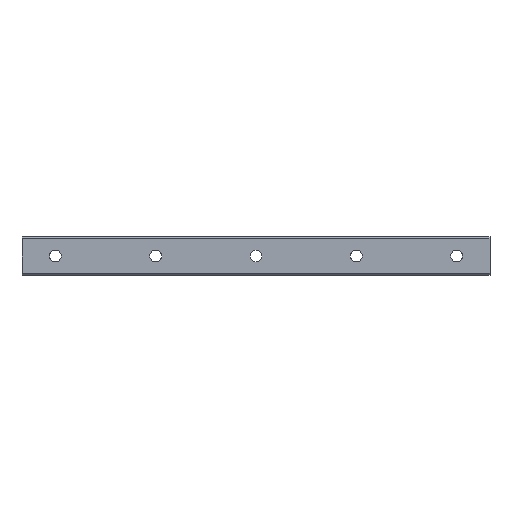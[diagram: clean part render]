
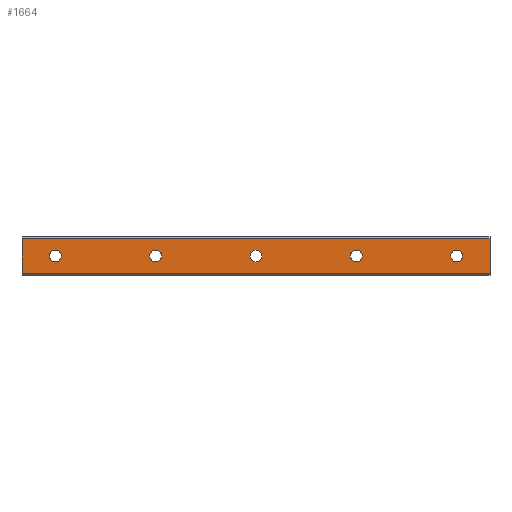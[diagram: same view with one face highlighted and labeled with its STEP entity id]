
A CAD part, front view. The second image highlights one B-rep face of the part: STEP entity #1664.
In plain terms, the highlighted planar face has unit normal (0, -1, 0).
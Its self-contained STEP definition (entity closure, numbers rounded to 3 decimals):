
#16 = FACE_BOUND ( 'NONE', #1465, .T. ) ;
#17 = ORIENTED_EDGE ( 'NONE', *, *, #1435, .F. ) ;
#32 = CIRCLE ( 'NONE', #1031, 3.5 ) ;
#47 = CIRCLE ( 'NONE', #1570, 3.5 ) ;
#76 = EDGE_CURVE ( 'NONE', #273, #241, #530, .T. ) ;
#99 = VERTEX_POINT ( 'NONE', #545 ) ;
#104 = ORIENTED_EDGE ( 'NONE', *, *, #898, .F. ) ;
#121 = LINE ( 'NONE', #836, #1781 ) ;
#136 = CARTESIAN_POINT ( 'NONE',  ( 120., 0., 0. ) ) ;
#161 = DIRECTION ( 'NONE',  ( 0., 0., 1. ) ) ;
#172 = VERTEX_POINT ( 'NONE', #760 ) ;
#183 = EDGE_LOOP ( 'NONE', ( #1411, #814 ) ) ;
#191 = DIRECTION ( 'NONE',  ( 0., 0., 1. ) ) ;
#203 = EDGE_CURVE ( 'NONE', #1348, #705, #1307, .T. ) ;
#228 = CIRCLE ( 'NONE', #1222, 3.5 ) ;
#241 = VERTEX_POINT ( 'NONE', #641 ) ;
#273 = VERTEX_POINT ( 'NONE', #1354 ) ;
#276 = DIRECTION ( 'NONE',  ( 0., 0., 1. ) ) ;
#282 = VERTEX_POINT ( 'NONE', #1711 ) ;
#296 = ORIENTED_EDGE ( 'NONE', *, *, #339, .F. ) ;
#339 = EDGE_CURVE ( 'NONE', #1048, #1952, #2144, .T. ) ;
#354 = PLANE ( 'NONE',  #2227 ) ;
#388 = DIRECTION ( 'NONE',  ( 0., -1., 0. ) ) ;
#394 = CARTESIAN_POINT ( 'NONE',  ( 260., 0., -10.286 ) ) ;
#425 = VERTEX_POINT ( 'NONE', #1920 ) ;
#518 = CARTESIAN_POINT ( 'NONE',  ( 240., 0., 0. ) ) ;
#530 = CIRCLE ( 'NONE', #649, 3.5 ) ;
#539 = DIRECTION ( 'NONE',  ( 0., -1., 0. ) ) ;
#545 = CARTESIAN_POINT ( 'NONE',  ( -20., 0., -10.286 ) ) ;
#547 = CARTESIAN_POINT ( 'NONE',  ( 260., 0., 10.286 ) ) ;
#556 = CARTESIAN_POINT ( 'NONE',  ( 60., 0., 0. ) ) ;
#568 = CIRCLE ( 'NONE', #1394, 3.5 ) ;
#599 = DIRECTION ( 'NONE',  ( 0., 0., 1. ) ) ;
#627 = DIRECTION ( 'NONE',  ( 0., 0., -1. ) ) ;
#641 = CARTESIAN_POINT ( 'NONE',  ( 240., 0., -3.5 ) ) ;
#649 = AXIS2_PLACEMENT_3D ( 'NONE', #864, #736, #191 ) ;
#676 = EDGE_CURVE ( 'NONE', #1785, #1232, #47, .T. ) ;
#679 = DIRECTION ( 'NONE',  ( 1., 0., 0. ) ) ;
#691 = VERTEX_POINT ( 'NONE', #2002 ) ;
#694 = FACE_BOUND ( 'NONE', #1515, .T. ) ;
#705 = VERTEX_POINT ( 'NONE', #394 ) ;
#736 = DIRECTION ( 'NONE',  ( 0., -1., 0. ) ) ;
#751 = EDGE_CURVE ( 'NONE', #691, #1348, #121, .T. ) ;
#759 = ORIENTED_EDGE ( 'NONE', *, *, #751, .F. ) ;
#760 = CARTESIAN_POINT ( 'NONE',  ( 60., 0., 3.5 ) ) ;
#814 = ORIENTED_EDGE ( 'NONE', *, *, #873, .F. ) ;
#836 = CARTESIAN_POINT ( 'NONE',  ( 260., 0., 10.286 ) ) ;
#837 = ORIENTED_EDGE ( 'NONE', *, *, #1763, .F. ) ;
#864 = CARTESIAN_POINT ( 'NONE',  ( 240., 0., 0. ) ) ;
#873 = EDGE_CURVE ( 'NONE', #282, #425, #1467, .T. ) ;
#878 = DIRECTION ( 'NONE',  ( -1., 0., 0. ) ) ;
#883 = DIRECTION ( 'NONE',  ( 0., 1., 0. ) ) ;
#898 = EDGE_CURVE ( 'NONE', #241, #273, #1895, .T. ) ;
#939 = CARTESIAN_POINT ( 'NONE',  ( 120., 0., 0. ) ) ;
#950 = CARTESIAN_POINT ( 'NONE',  ( 0., 0., 0. ) ) ;
#1018 = CARTESIAN_POINT ( 'NONE',  ( 180., 0., 3.5 ) ) ;
#1027 = ORIENTED_EDGE ( 'NONE', *, *, #76, .F. ) ;
#1031 = AXIS2_PLACEMENT_3D ( 'NONE', #1961, #1292, #599 ) ;
#1041 = CIRCLE ( 'NONE', #1610, 3.5 ) ;
#1048 = VERTEX_POINT ( 'NONE', #1611 ) ;
#1054 = ORIENTED_EDGE ( 'NONE', *, *, #2159, .F. ) ;
#1061 = CARTESIAN_POINT ( 'NONE',  ( 0., 0., 0. ) ) ;
#1133 = DIRECTION ( 'NONE',  ( 0., 0., 1. ) ) ;
#1162 = CARTESIAN_POINT ( 'NONE',  ( 180., 0., 0. ) ) ;
#1222 = AXIS2_PLACEMENT_3D ( 'NONE', #950, #2137, #1609 ) ;
#1227 = DIRECTION ( 'NONE',  ( 0., 0., 1. ) ) ;
#1232 = VERTEX_POINT ( 'NONE', #1018 ) ;
#1260 = EDGE_LOOP ( 'NONE', ( #2080, #2122 ) ) ;
#1292 = DIRECTION ( 'NONE',  ( 0., -1., 0. ) ) ;
#1299 = DIRECTION ( 'NONE',  ( 0., -1., 0. ) ) ;
#1307 = LINE ( 'NONE', #1642, #2072 ) ;
#1326 = AXIS2_PLACEMENT_3D ( 'NONE', #136, #1878, #1854 ) ;
#1348 = VERTEX_POINT ( 'NONE', #1837 ) ;
#1353 = EDGE_LOOP ( 'NONE', ( #17, #296 ) ) ;
#1354 = CARTESIAN_POINT ( 'NONE',  ( 240., 0., 3.5 ) ) ;
#1369 = CIRCLE ( 'NONE', #1934, 3.5 ) ;
#1379 = DIRECTION ( 'NONE',  ( 0., -1., 0. ) ) ;
#1394 = AXIS2_PLACEMENT_3D ( 'NONE', #556, #1299, #1807 ) ;
#1397 = VECTOR ( 'NONE', #878, 1000. ) ;
#1401 = CARTESIAN_POINT ( 'NONE',  ( 260., 0., -10.286 ) ) ;
#1411 = ORIENTED_EDGE ( 'NONE', *, *, #1527, .F. ) ;
#1435 = EDGE_CURVE ( 'NONE', #1952, #1048, #1041, .T. ) ;
#1447 = EDGE_LOOP ( 'NONE', ( #1618, #2212, #759, #1054 ) ) ;
#1465 = EDGE_LOOP ( 'NONE', ( #1027, #104 ) ) ;
#1467 = CIRCLE ( 'NONE', #1509, 3.5 ) ;
#1480 = VERTEX_POINT ( 'NONE', #1971 ) ;
#1493 = CARTESIAN_POINT ( 'NONE',  ( -20., 0., 10.286 ) ) ;
#1509 = AXIS2_PLACEMENT_3D ( 'NONE', #1061, #1379, #161 ) ;
#1515 = EDGE_LOOP ( 'NONE', ( #837, #2141 ) ) ;
#1527 = EDGE_CURVE ( 'NONE', #425, #282, #228, .T. ) ;
#1557 = CARTESIAN_POINT ( 'NONE',  ( 120., 0., 3.5 ) ) ;
#1570 = AXIS2_PLACEMENT_3D ( 'NONE', #1162, #1828, #276 ) ;
#1575 = DIRECTION ( 'NONE',  ( 0., 0., 1. ) ) ;
#1585 = CARTESIAN_POINT ( 'NONE',  ( 60., 0., 0. ) ) ;
#1594 = CARTESIAN_POINT ( 'NONE',  ( 180., 0., -3.5 ) ) ;
#1609 = DIRECTION ( 'NONE',  ( 0., 0., 1. ) ) ;
#1610 = AXIS2_PLACEMENT_3D ( 'NONE', #939, #388, #1133 ) ;
#1611 = CARTESIAN_POINT ( 'NONE',  ( 120., 0., -3.5 ) ) ;
#1618 = ORIENTED_EDGE ( 'NONE', *, *, #2004, .F. ) ;
#1640 = LINE ( 'NONE', #1493, #1811 ) ;
#1642 = CARTESIAN_POINT ( 'NONE',  ( 260., 0., 10.286 ) ) ;
#1660 = EDGE_CURVE ( 'NONE', #1480, #172, #1369, .T. ) ;
#1663 = DIRECTION ( 'NONE',  ( 0., 0., 1. ) ) ;
#1664 = ADVANCED_FACE ( 'NONE', ( #1907, #1738, #16, #2091, #2231, #694 ), #354, .F. ) ;
#1711 = CARTESIAN_POINT ( 'NONE',  ( 0., 0., -3.5 ) ) ;
#1724 = DIRECTION ( 'NONE',  ( 0., 0., 1. ) ) ;
#1738 = FACE_BOUND ( 'NONE', #183, .T. ) ;
#1748 = AXIS2_PLACEMENT_3D ( 'NONE', #518, #2242, #1227 ) ;
#1763 = EDGE_CURVE ( 'NONE', #172, #1480, #568, .T. ) ;
#1781 = VECTOR ( 'NONE', #679, 1000. ) ;
#1785 = VERTEX_POINT ( 'NONE', #1594 ) ;
#1807 = DIRECTION ( 'NONE',  ( 0., 0., 1. ) ) ;
#1811 = VECTOR ( 'NONE', #1663, 1000. ) ;
#1828 = DIRECTION ( 'NONE',  ( 0., -1., 0. ) ) ;
#1837 = CARTESIAN_POINT ( 'NONE',  ( 260., 0., 10.286 ) ) ;
#1854 = DIRECTION ( 'NONE',  ( 0., 0., 1. ) ) ;
#1878 = DIRECTION ( 'NONE',  ( 0., -1., 0. ) ) ;
#1895 = CIRCLE ( 'NONE', #1748, 3.5 ) ;
#1907 = FACE_OUTER_BOUND ( 'NONE', #1447, .T. ) ;
#1920 = CARTESIAN_POINT ( 'NONE',  ( 0., 0., 3.5 ) ) ;
#1922 = LINE ( 'NONE', #1401, #1397 ) ;
#1934 = AXIS2_PLACEMENT_3D ( 'NONE', #1585, #539, #1724 ) ;
#1952 = VERTEX_POINT ( 'NONE', #1557 ) ;
#1961 = CARTESIAN_POINT ( 'NONE',  ( 180., 0., 0. ) ) ;
#1971 = CARTESIAN_POINT ( 'NONE',  ( 60., 0., -3.5 ) ) ;
#2002 = CARTESIAN_POINT ( 'NONE',  ( -20., 0., 10.286 ) ) ;
#2004 = EDGE_CURVE ( 'NONE', #705, #99, #1922, .T. ) ;
#2072 = VECTOR ( 'NONE', #627, 1000. ) ;
#2080 = ORIENTED_EDGE ( 'NONE', *, *, #2095, .F. ) ;
#2091 = FACE_BOUND ( 'NONE', #1260, .T. ) ;
#2095 = EDGE_CURVE ( 'NONE', #1232, #1785, #32, .T. ) ;
#2122 = ORIENTED_EDGE ( 'NONE', *, *, #676, .F. ) ;
#2137 = DIRECTION ( 'NONE',  ( 0., -1., 0. ) ) ;
#2141 = ORIENTED_EDGE ( 'NONE', *, *, #1660, .F. ) ;
#2144 = CIRCLE ( 'NONE', #1326, 3.5 ) ;
#2159 = EDGE_CURVE ( 'NONE', #99, #691, #1640, .T. ) ;
#2212 = ORIENTED_EDGE ( 'NONE', *, *, #203, .F. ) ;
#2227 = AXIS2_PLACEMENT_3D ( 'NONE', #547, #883, #1575 ) ;
#2231 = FACE_BOUND ( 'NONE', #1353, .T. ) ;
#2242 = DIRECTION ( 'NONE',  ( 0., -1., 0. ) ) ;
